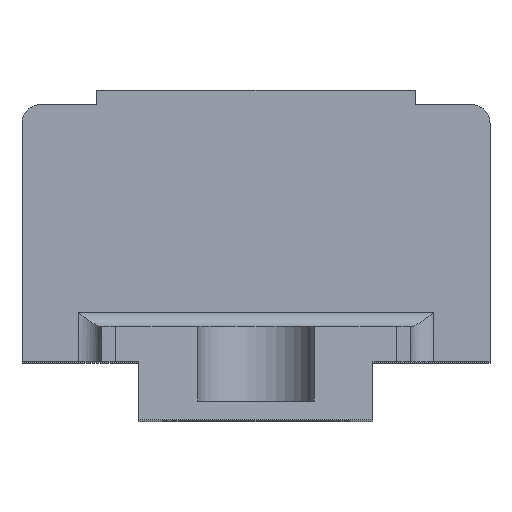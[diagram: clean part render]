
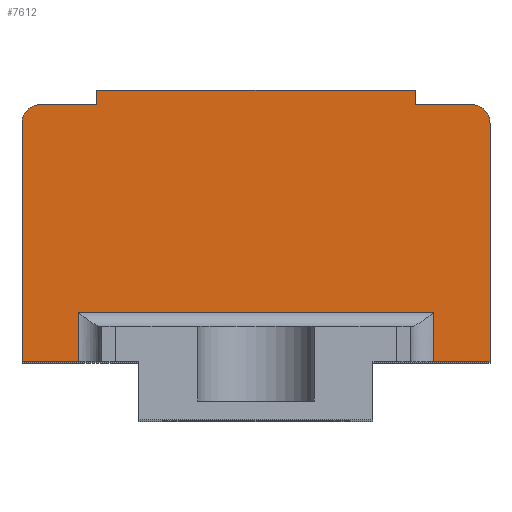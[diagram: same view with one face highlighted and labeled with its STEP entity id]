
A CAD part, top view. The second image highlights one B-rep face of the part: STEP entity #7612.
In plain terms, the highlighted planar face has unit normal (0, 0, 1).
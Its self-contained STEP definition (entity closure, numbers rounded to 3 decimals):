
#331=DIRECTION('',(0.,1.,0.));
#332=VECTOR('',#331,5.3);
#333=CARTESIAN_POINT('',(19.,6.2,94.1));
#334=LINE('',#333,#332);
#349=CARTESIAN_POINT('',(23.,31.7,94.1));
#350=DIRECTION('',(0.,0.,1.));
#351=DIRECTION('',(1.,0.,0.));
#352=AXIS2_PLACEMENT_3D('',#349,#350,#351);
#354=DIRECTION('',(0.,-1.,0.));
#355=VECTOR('',#354,25.5);
#356=CARTESIAN_POINT('',(25.,31.7,94.1));
#357=LINE('',#356,#355);
#358=DIRECTION('',(-1.,0.,0.));
#359=VECTOR('',#358,6.);
#360=CARTESIAN_POINT('',(25.,6.2,94.1));
#361=LINE('',#360,#359);
#362=DIRECTION('',(-1.,0.,0.));
#363=VECTOR('',#362,6.);
#364=CARTESIAN_POINT('',(-19.,6.2,94.1));
#365=LINE('',#364,#363);
#366=DIRECTION('',(0.,1.,0.));
#367=VECTOR('',#366,25.5);
#368=CARTESIAN_POINT('',(-25.,6.2,94.1));
#369=LINE('',#368,#367);
#370=CARTESIAN_POINT('',(-23.,31.7,94.1));
#371=DIRECTION('',(0.,0.,1.));
#372=DIRECTION('',(0.,1.,0.));
#373=AXIS2_PLACEMENT_3D('',#370,#371,#372);
#375=DIRECTION('',(1.,0.,0.));
#376=VECTOR('',#375,6.);
#377=CARTESIAN_POINT('',(-23.,33.7,94.1));
#378=LINE('',#377,#376);
#379=DIRECTION('',(0.,1.,0.));
#380=VECTOR('',#379,1.5);
#381=CARTESIAN_POINT('',(-17.,33.7,94.1));
#382=LINE('',#381,#380);
#383=DIRECTION('',(1.,0.,0.));
#384=VECTOR('',#383,34.);
#385=CARTESIAN_POINT('',(-17.,35.2,94.1));
#386=LINE('',#385,#384);
#387=DIRECTION('',(0.,-1.,0.));
#388=VECTOR('',#387,1.5);
#389=CARTESIAN_POINT('',(17.,35.2,94.1));
#390=LINE('',#389,#388);
#391=DIRECTION('',(1.,0.,0.));
#392=VECTOR('',#391,6.);
#393=CARTESIAN_POINT('',(17.,33.7,94.1));
#394=LINE('',#393,#392);
#483=DIRECTION('',(0.,1.,0.));
#484=VECTOR('',#483,5.3);
#485=CARTESIAN_POINT('',(-19.,6.2,94.1));
#486=LINE('',#485,#484);
#521=DIRECTION('',(1.,0.,0.));
#522=VECTOR('',#521,38.);
#523=CARTESIAN_POINT('',(-19.,11.5,94.1));
#524=LINE('',#523,#522);
#5877=CARTESIAN_POINT('',(-17.,35.2,94.1));
#5878=CARTESIAN_POINT('',(17.,35.2,94.1));
#5879=VERTEX_POINT('',#5877);
#5880=VERTEX_POINT('',#5878);
#5885=CARTESIAN_POINT('',(25.,6.2,94.1));
#5887=VERTEX_POINT('',#5885);
#5889=CARTESIAN_POINT('',(-25.,6.2,94.1));
#5891=VERTEX_POINT('',#5889);
#6057=CARTESIAN_POINT('',(19.,6.2,94.1));
#6058=VERTEX_POINT('',#6057);
#6063=CARTESIAN_POINT('',(-19.,6.2,94.1));
#6064=VERTEX_POINT('',#6063);
#6069=CARTESIAN_POINT('',(-19.,11.5,94.1));
#6070=CARTESIAN_POINT('',(19.,11.5,94.1));
#6071=VERTEX_POINT('',#6069);
#6072=VERTEX_POINT('',#6070);
#6141=CARTESIAN_POINT('',(-17.,33.7,94.1));
#6142=VERTEX_POINT('',#6141);
#6143=CARTESIAN_POINT('',(17.,33.7,94.1));
#6144=VERTEX_POINT('',#6143);
#6293=CARTESIAN_POINT('',(25.,31.7,94.1));
#6294=CARTESIAN_POINT('',(23.,33.7,94.1));
#6295=VERTEX_POINT('',#6293);
#6296=VERTEX_POINT('',#6294);
#6301=CARTESIAN_POINT('',(-23.,33.7,94.1));
#6302=CARTESIAN_POINT('',(-25.,31.7,94.1));
#6303=VERTEX_POINT('',#6301);
#6304=VERTEX_POINT('',#6302);
#7579=CARTESIAN_POINT('',(0.,0.,94.1));
#7580=DIRECTION('',(0.,0.,-1.));
#7581=DIRECTION('',(-1.,0.,0.));
#7582=AXIS2_PLACEMENT_3D('',#7579,#7580,#7581);
#7583=PLANE('',#7582);
#7585=ORIENTED_EDGE('',*,*,#7584,.F.);
#7587=ORIENTED_EDGE('',*,*,#7586,.T.);
#7588=ORIENTED_EDGE('',*,*,#7515,.T.);
#7589=ORIENTED_EDGE('',*,*,#7569,.T.);
#7591=ORIENTED_EDGE('',*,*,#7590,.F.);
#7593=ORIENTED_EDGE('',*,*,#7592,.F.);
#7595=ORIENTED_EDGE('',*,*,#7594,.T.);
#7597=ORIENTED_EDGE('',*,*,#7596,.T.);
#7599=ORIENTED_EDGE('',*,*,#7598,.F.);
#7601=ORIENTED_EDGE('',*,*,#7600,.T.);
#7603=ORIENTED_EDGE('',*,*,#7602,.T.);
#7605=ORIENTED_EDGE('',*,*,#7604,.T.);
#7607=ORIENTED_EDGE('',*,*,#7606,.T.);
#7609=ORIENTED_EDGE('',*,*,#7608,.T.);
#7610=EDGE_LOOP('',(#7585,#7587,#7588,#7589,#7591,#7593,#7595,#7597,#7599,#7601,
#7603,#7605,#7607,#7609));
#7611=FACE_OUTER_BOUND('',#7610,.F.);
#7612=ADVANCED_FACE('',(#7611),#7583,.F.);
#353=CIRCLE('',#352,2.);
#374=CIRCLE('',#373,2.);
#7515=EDGE_CURVE('',#5887,#6058,#361,.T.);
#7569=EDGE_CURVE('',#6058,#6072,#334,.T.);
#7584=EDGE_CURVE('',#6295,#6296,#353,.T.);
#7586=EDGE_CURVE('',#6295,#5887,#357,.T.);
#7590=EDGE_CURVE('',#6071,#6072,#524,.T.);
#7592=EDGE_CURVE('',#6064,#6071,#486,.T.);
#7594=EDGE_CURVE('',#6064,#5891,#365,.T.);
#7596=EDGE_CURVE('',#5891,#6304,#369,.T.);
#7598=EDGE_CURVE('',#6303,#6304,#374,.T.);
#7600=EDGE_CURVE('',#6303,#6142,#378,.T.);
#7602=EDGE_CURVE('',#6142,#5879,#382,.T.);
#7604=EDGE_CURVE('',#5879,#5880,#386,.T.);
#7606=EDGE_CURVE('',#5880,#6144,#390,.T.);
#7608=EDGE_CURVE('',#6144,#6296,#394,.T.);
